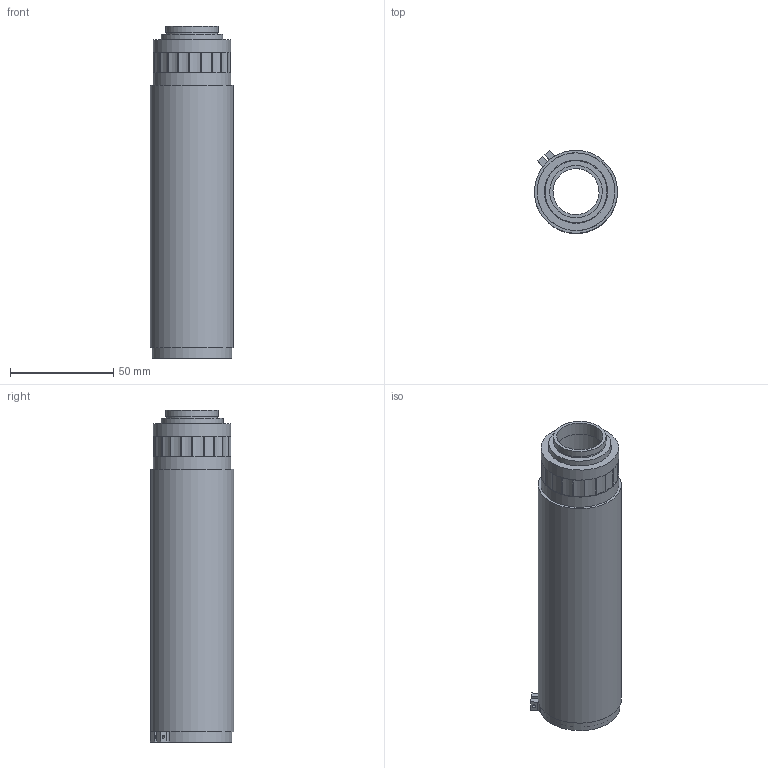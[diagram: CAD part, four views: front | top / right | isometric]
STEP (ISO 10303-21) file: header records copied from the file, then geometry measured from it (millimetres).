
FILE_DESCRIPTION (( 'STEP AP203' ), '1' );
FILE_NAME ('691005.STEP', '2023-09-25T01:13:16', ( 'Windows User' ), ( 'P R C' ), 'SwSTEP 2.0', 'SolidWorks 2020', '' );
FILE_SCHEMA (( 'CONFIG_CONTROL_DESIGN' ));
Length unit declared in the file: millimetre
Products named in the file (1): 691005
Bounding box: 40.17 x 40.24 x 160.6 mm (x, y, z)
Volume: 57359.4 mm3; surface area: 47032.6 mm2
Topology: 5 solids, 5 shells, 135 faces, 346 edges, 231 vertices
Faces by surface type: cylinder 71, plane 61, bspline 3
Full cylindrical faces by diameter (mm): 1.25 x1, 1.6 x1, 2.05 x1, 2.2 x1, 22.304 x1, 24.6 x1, 25.4 x1, 27 x1, 30 x2, 30.6 x1, 31.6 x2, 32.6 x1, 34 x1, 35.6 x1, 36 x1, 37.2 x1, 37.6 x2, 40.2 x1
Entity records: 5054 total; most frequent: CARTESIAN_POINT 1639, DIRECTION 738, ORIENTED_EDGE 644, EDGE_CURVE 322, AXIS2_PLACEMENT_3D 297, VERTEX_POINT 228, EDGE_LOOP 184, CIRCLE 164
